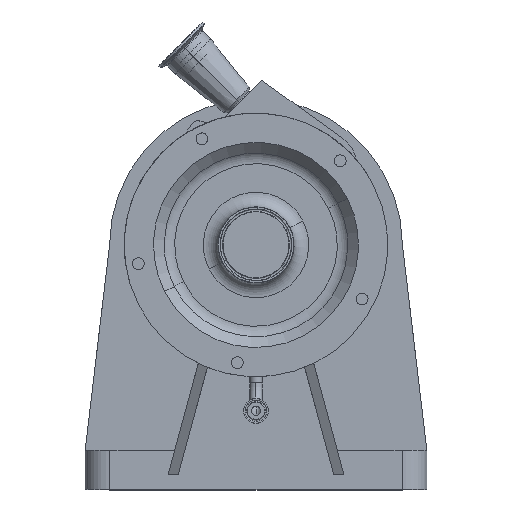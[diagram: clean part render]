
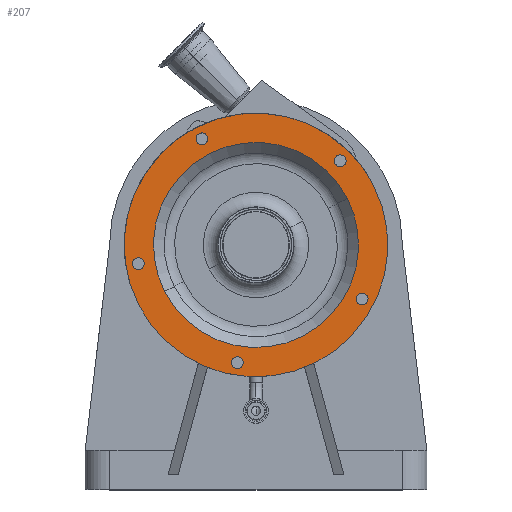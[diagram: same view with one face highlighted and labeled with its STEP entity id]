
A CAD part, top view. The second image highlights one B-rep face of the part: STEP entity #207.
In plain terms, the highlighted planar face has unit normal (0, 0, 1).
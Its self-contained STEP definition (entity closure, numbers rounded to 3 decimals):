
#203 = EDGE_LOOP ( 'NONE', ( #215, #270 ) ) ;
#204 = ORIENTED_EDGE ( 'NONE', *, *, #265, .F. ) ;
#207 = ADVANCED_FACE ( 'NONE', ( #4588, #4590, #4556, #4593, #4539, #4580, #4558 ), #4555, .F. ) ;
#208 = ORIENTED_EDGE ( 'NONE', *, *, #232, .F. ) ;
#209 = EDGE_LOOP ( 'NONE', ( #228, #227 ) ) ;
#213 = EDGE_CURVE ( 'NONE', #6984, #7001, #4592, .T. ) ;
#215 = ORIENTED_EDGE ( 'NONE', *, *, #213, .F. ) ;
#216 = EDGE_CURVE ( 'NONE', #5801, #5732, #4571, .T. ) ;
#219 = EDGE_CURVE ( 'NONE', #6397, #6383, #4581, .T. ) ;
#221 = ORIENTED_EDGE ( 'NONE', *, *, #6365, .F. ) ;
#222 = EDGE_LOOP ( 'NONE', ( #204, #259 ) ) ;
#227 = ORIENTED_EDGE ( 'NONE', *, *, #6395, .F. ) ;
#228 = ORIENTED_EDGE ( 'NONE', *, *, #219, .F. ) ;
#229 = ORIENTED_EDGE ( 'NONE', *, *, #6398, .F. ) ;
#231 = EDGE_LOOP ( 'NONE', ( #208, #229 ) ) ;
#232 = EDGE_CURVE ( 'NONE', #6394, #6372, #4550, .T. ) ;
#237 = ORIENTED_EDGE ( 'NONE', *, *, #216, .T. ) ;
#243 = EDGE_CURVE ( 'NONE', #6979, #6945, #4621, .T. ) ;
#244 = ORIENTED_EDGE ( 'NONE', *, *, #6947, .F. ) ;
#253 = EDGE_CURVE ( 'NONE', #6353, #6358, #4617, .T. ) ;
#254 = EDGE_LOOP ( 'NONE', ( #273, #237 ) ) ;
#255 = ORIENTED_EDGE ( 'NONE', *, *, #243, .F. ) ;
#259 = ORIENTED_EDGE ( 'NONE', *, *, #6339, .F. ) ;
#262 = EDGE_LOOP ( 'NONE', ( #266, #221 ) ) ;
#265 = EDGE_CURVE ( 'NONE', #6340, #6350, #4624, .T. ) ;
#266 = ORIENTED_EDGE ( 'NONE', *, *, #253, .F. ) ;
#269 = EDGE_LOOP ( 'NONE', ( #255, #244 ) ) ;
#270 = ORIENTED_EDGE ( 'NONE', *, *, #6995, .F. ) ;
#273 = ORIENTED_EDGE ( 'NONE', *, *, #5733, .T. ) ;
#1549 = CARTESIAN_POINT ( 'NONE',  ( -120.286, -61.289, 284. ) ) ;
#1633 = DIRECTION ( 'NONE',  ( 0.891, 0.454, 0. ) ) ;
#1634 = DIRECTION ( 'NONE',  ( 0., 0., 1. ) ) ;
#1638 = CIRCLE ( 'NONE', #1662, 135. ) ;
#1646 = CARTESIAN_POINT ( 'NONE',  ( 120.286, 61.289, 284. ) ) ;
#1647 = CARTESIAN_POINT ( 'NONE',  ( 0., 0., 284. ) ) ;
#1662 = AXIS2_PLACEMENT_3D ( 'NONE', #1647, #1634, #1633 ) ;
#2823 = DIRECTION ( 'NONE',  ( 0., 0., 1. ) ) ;
#2841 = CIRCLE ( 'NONE', #2887, 6. ) ;
#2843 = AXIS2_PLACEMENT_3D ( 'NONE', #2862, #2823, #2882 ) ;
#2862 = CARTESIAN_POINT ( 'NONE',  ( -19.085, -120.498, 284. ) ) ;
#2882 = DIRECTION ( 'NONE',  ( -0.988, 0.156, 0. ) ) ;
#2887 = AXIS2_PLACEMENT_3D ( 'NONE', #2927, #2926, #2932 ) ;
#2892 = CIRCLE ( 'NONE', #2843, 6. ) ;
#2926 = DIRECTION ( 'NONE',  ( 0., 0., 1. ) ) ;
#2927 = CARTESIAN_POINT ( 'NONE',  ( -120.498, -19.085, 284. ) ) ;
#2932 = DIRECTION ( 'NONE',  ( -0.156, 0.988, 0. ) ) ;
#2982 = CARTESIAN_POINT ( 'NONE',  ( -25.011, -119.559, 284. ) ) ;
#2983 = CARTESIAN_POINT ( 'NONE',  ( -119.559, -25.011, 284. ) ) ;
#2992 = CARTESIAN_POINT ( 'NONE',  ( -13.159, -121.437, 284. ) ) ;
#2998 = CARTESIAN_POINT ( 'NONE',  ( -121.437, -13.159, 284. ) ) ;
#3143 = CARTESIAN_POINT ( 'NONE',  ( 111.427, -50.041, 284. ) ) ;
#3158 = CARTESIAN_POINT ( 'NONE',  ( 82.024, 90.51, 284. ) ) ;
#3175 = CARTESIAN_POINT ( 'NONE',  ( 90.51, 82.024, 284. ) ) ;
#3177 = AXIS2_PLACEMENT_3D ( 'NONE', #3221, #3191, #3190 ) ;
#3179 = AXIS2_PLACEMENT_3D ( 'NONE', #3212, #3223, #3222 ) ;
#3188 = CARTESIAN_POINT ( 'NONE',  ( 105.979, -60.733, 284. ) ) ;
#3190 = DIRECTION ( 'NONE',  ( -0.454, -0.891, 0. ) ) ;
#3191 = DIRECTION ( 'NONE',  ( 0., 0., 1. ) ) ;
#3212 = CARTESIAN_POINT ( 'NONE',  ( 86.267, 86.267, 284. ) ) ;
#3217 = CIRCLE ( 'NONE', #3179, 6. ) ;
#3219 = CIRCLE ( 'NONE', #3177, 6. ) ;
#3221 = CARTESIAN_POINT ( 'NONE',  ( 108.703, -55.387, 284. ) ) ;
#3222 = DIRECTION ( 'NONE',  ( 0.707, -0.707, 0. ) ) ;
#3223 = DIRECTION ( 'NONE',  ( 0., 0., 1. ) ) ;
#3279 = AXIS2_PLACEMENT_3D ( 'NONE', #3318, #3330, #3329 ) ;
#3305 = CIRCLE ( 'NONE', #3279, 105. ) ;
#3318 = CARTESIAN_POINT ( 'NONE',  ( 0., 0., 284. ) ) ;
#3329 = DIRECTION ( 'NONE',  ( 0.891, 0.454, 0. ) ) ;
#3330 = DIRECTION ( 'NONE',  ( 0., 0., 1. ) ) ;
#3382 = CARTESIAN_POINT ( 'NONE',  ( -93.556, -47.669, 284. ) ) ;
#3409 = CARTESIAN_POINT ( 'NONE',  ( 93.556, 47.669, 284. ) ) ;
#3425 = AXIS2_PLACEMENT_3D ( 'NONE', #3457, #3454, #3453 ) ;
#3432 = CARTESIAN_POINT ( 'NONE',  ( -50.041, 111.427, 284. ) ) ;
#3444 = CARTESIAN_POINT ( 'NONE',  ( -60.733, 105.979, 284. ) ) ;
#3447 = CIRCLE ( 'NONE', #3425, 6. ) ;
#3453 = DIRECTION ( 'NONE',  ( 0.891, 0.454, 0. ) ) ;
#3454 = DIRECTION ( 'NONE',  ( 0., 0., 1. ) ) ;
#3457 = CARTESIAN_POINT ( 'NONE',  ( -55.387, 108.703, 284. ) ) ;
#4539 = FACE_BOUND ( 'NONE', #203, .T. ) ;
#4543 = DIRECTION ( 'NONE',  ( -0.454, -0.891, 0. ) ) ;
#4544 = DIRECTION ( 'NONE',  ( 0., 0., 1. ) ) ;
#4545 = CARTESIAN_POINT ( 'NONE',  ( 108.703, -55.387, 284. ) ) ;
#4546 = AXIS2_PLACEMENT_3D ( 'NONE', #4545, #4544, #4543 ) ;
#4550 = CIRCLE ( 'NONE', #4546, 6. ) ;
#4555 = PLANE ( 'NONE',  #4559 ) ;
#4556 = FACE_BOUND ( 'NONE', #222, .T. ) ;
#4558 = FACE_BOUND ( 'NONE', #269, .T. ) ;
#4559 = AXIS2_PLACEMENT_3D ( 'NONE', #4589, #4564, #4582 ) ;
#4564 = DIRECTION ( 'NONE',  ( 0., 0., -1. ) ) ;
#4566 = CARTESIAN_POINT ( 'NONE',  ( -55.387, 108.703, 284. ) ) ;
#4567 = DIRECTION ( 'NONE',  ( 0., 0., 1. ) ) ;
#4568 = CARTESIAN_POINT ( 'NONE',  ( 86.267, 86.267, 284. ) ) ;
#4569 = AXIS2_PLACEMENT_3D ( 'NONE', #4568, #4567, #4587 ) ;
#4571 = CIRCLE ( 'NONE', #4598, 135. ) ;
#4572 = DIRECTION ( 'NONE',  ( 0.891, 0.454, 0. ) ) ;
#4573 = AXIS2_PLACEMENT_3D ( 'NONE', #4566, #4594, #4572 ) ;
#4580 = FACE_OUTER_BOUND ( 'NONE', #254, .T. ) ;
#4581 = CIRCLE ( 'NONE', #4569, 6. ) ;
#4582 = DIRECTION ( 'NONE',  ( -0.891, -0.454, 0. ) ) ;
#4587 = DIRECTION ( 'NONE',  ( 0.707, -0.707, 0. ) ) ;
#4588 = FACE_BOUND ( 'NONE', #209, .T. ) ;
#4589 = CARTESIAN_POINT ( 'NONE',  ( -17.706, 34.749, 284. ) ) ;
#4590 = FACE_BOUND ( 'NONE', #231, .T. ) ;
#4592 = CIRCLE ( 'NONE', #4573, 6. ) ;
#4593 = FACE_BOUND ( 'NONE', #262, .T. ) ;
#4594 = DIRECTION ( 'NONE',  ( 0., 0., 1. ) ) ;
#4595 = DIRECTION ( 'NONE',  ( 0.891, 0.454, 0. ) ) ;
#4596 = DIRECTION ( 'NONE',  ( 0., 0., 1. ) ) ;
#4597 = CARTESIAN_POINT ( 'NONE',  ( 0., 0., 284. ) ) ;
#4598 = AXIS2_PLACEMENT_3D ( 'NONE', #4597, #4596, #4595 ) ;
#4602 = DIRECTION ( 'NONE',  ( 0.891, 0.454, 0. ) ) ;
#4603 = DIRECTION ( 'NONE',  ( 0., 0., 1. ) ) ;
#4604 = CARTESIAN_POINT ( 'NONE',  ( 0., 0., 284. ) ) ;
#4605 = AXIS2_PLACEMENT_3D ( 'NONE', #4604, #4603, #4602 ) ;
#4606 = CARTESIAN_POINT ( 'NONE',  ( -120.498, -19.085, 284. ) ) ;
#4607 = CARTESIAN_POINT ( 'NONE',  ( -19.085, -120.498, 284. ) ) ;
#4608 = AXIS2_PLACEMENT_3D ( 'NONE', #4607, #4631, #4630 ) ;
#4614 = AXIS2_PLACEMENT_3D ( 'NONE', #4606, #4634, #4633 ) ;
#4617 = CIRCLE ( 'NONE', #4614, 6. ) ;
#4621 = CIRCLE ( 'NONE', #4605, 105. ) ;
#4624 = CIRCLE ( 'NONE', #4608, 6. ) ;
#4630 = DIRECTION ( 'NONE',  ( -0.988, 0.156, 0. ) ) ;
#4631 = DIRECTION ( 'NONE',  ( 0., 0., 1. ) ) ;
#4633 = DIRECTION ( 'NONE',  ( -0.156, 0.988, 0. ) ) ;
#4634 = DIRECTION ( 'NONE',  ( 0., 0., 1. ) ) ;
#5732 = VERTEX_POINT ( 'NONE', #1646 ) ;
#5733 = EDGE_CURVE ( 'NONE', #5732, #5801, #1638, .T. ) ;
#5801 = VERTEX_POINT ( 'NONE', #1549 ) ;
#6339 = EDGE_CURVE ( 'NONE', #6350, #6340, #2892, .T. ) ;
#6340 = VERTEX_POINT ( 'NONE', #2982 ) ;
#6350 = VERTEX_POINT ( 'NONE', #2992 ) ;
#6353 = VERTEX_POINT ( 'NONE', #2998 ) ;
#6358 = VERTEX_POINT ( 'NONE', #2983 ) ;
#6365 = EDGE_CURVE ( 'NONE', #6358, #6353, #2841, .T. ) ;
#6372 = VERTEX_POINT ( 'NONE', #3143 ) ;
#6383 = VERTEX_POINT ( 'NONE', #3158 ) ;
#6394 = VERTEX_POINT ( 'NONE', #3188 ) ;
#6395 = EDGE_CURVE ( 'NONE', #6383, #6397, #3217, .T. ) ;
#6397 = VERTEX_POINT ( 'NONE', #3175 ) ;
#6398 = EDGE_CURVE ( 'NONE', #6372, #6394, #3219, .T. ) ;
#6945 = VERTEX_POINT ( 'NONE', #3382 ) ;
#6947 = EDGE_CURVE ( 'NONE', #6945, #6979, #3305, .T. ) ;
#6979 = VERTEX_POINT ( 'NONE', #3409 ) ;
#6984 = VERTEX_POINT ( 'NONE', #3432 ) ;
#6995 = EDGE_CURVE ( 'NONE', #7001, #6984, #3447, .T. ) ;
#7001 = VERTEX_POINT ( 'NONE', #3444 ) ;
